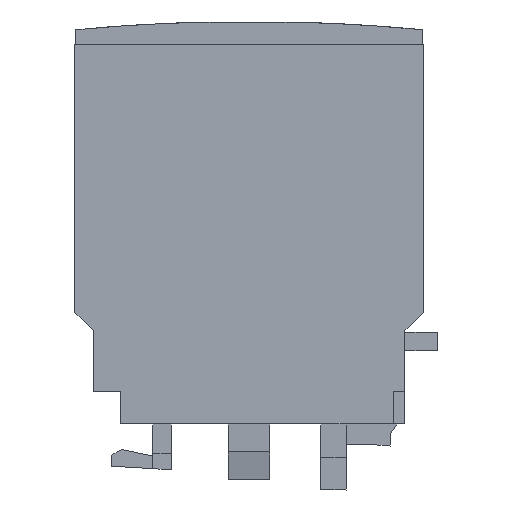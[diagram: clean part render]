
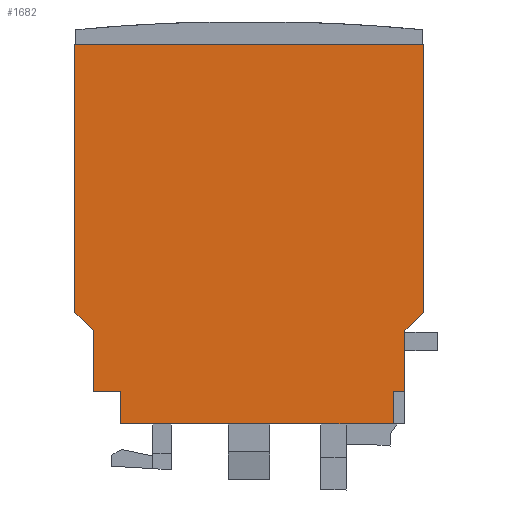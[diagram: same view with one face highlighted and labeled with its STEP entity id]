
A CAD part, left-side view. The second image highlights one B-rep face of the part: STEP entity #1682.
In plain terms, the highlighted face is planar.
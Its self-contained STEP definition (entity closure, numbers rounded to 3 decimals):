
#1657 = VERTEX_POINT ( 'NONE', #11577 ) ;
#1659 = EDGE_CURVE ( 'NONE', #1657, #1660, #11576, .T. ) ;
#1660 = VERTEX_POINT ( 'NONE', #11572 ) ;
#1682 = ADVANCED_FACE ( 'NONE', ( #11650 ), #11648, .F. ) ;
#1683 = EDGE_LOOP ( 'NONE', ( #1684, #1686, #1687, #1690, #1694, #1847, #1762, #1783, #1848, #1850, #1815, #1817 ) ) ;
#1684 = ORIENTED_EDGE ( 'NONE', *, *, #1685, .F. ) ;
#1685 = EDGE_CURVE ( 'NONE', #1729, #1657, #11649, .T. ) ;
#1686 = ORIENTED_EDGE ( 'NONE', *, *, #1727, .F. ) ;
#1687 = ORIENTED_EDGE ( 'NONE', *, *, #1688, .F. ) ;
#1688 = EDGE_CURVE ( 'NONE', #1689, #1728, #11640, .T. ) ;
#1689 = VERTEX_POINT ( 'NONE', #11636 ) ;
#1690 = ORIENTED_EDGE ( 'NONE', *, *, #1692, .F. ) ;
#1692 = EDGE_CURVE ( 'NONE', #1693, #1689, #11635, .T. ) ;
#1693 = VERTEX_POINT ( 'NONE', #11631 ) ;
#1694 = ORIENTED_EDGE ( 'NONE', *, *, #1846, .F. ) ;
#1727 = EDGE_CURVE ( 'NONE', #1728, #1729, #11712, .T. ) ;
#1728 = VERTEX_POINT ( 'NONE', #11708 ) ;
#1729 = VERTEX_POINT ( 'NONE', #11707 ) ;
#1759 = EDGE_CURVE ( 'NONE', #1760, #1852, #11782, .T. ) ;
#1760 = VERTEX_POINT ( 'NONE', #11778 ) ;
#1761 = VERTEX_POINT ( 'NONE', #11777 ) ;
#1762 = ORIENTED_EDGE ( 'NONE', *, *, #1763, .F. ) ;
#1763 = EDGE_CURVE ( 'NONE', #1764, #1860, #11776, .T. ) ;
#1764 = VERTEX_POINT ( 'NONE', #11772 ) ;
#1783 = ORIENTED_EDGE ( 'NONE', *, *, #1851, .F. ) ;
#1784 = VERTEX_POINT ( 'NONE', #11853 ) ;
#1814 = EDGE_CURVE ( 'NONE', #1860, #1784, #11866, .T. ) ;
#1815 = ORIENTED_EDGE ( 'NONE', *, *, #1816, .F. ) ;
#1816 = EDGE_CURVE ( 'NONE', #1660, #1760, #11867, .T. ) ;
#1817 = ORIENTED_EDGE ( 'NONE', *, *, #1659, .F. ) ;
#1846 = EDGE_CURVE ( 'NONE', #1784, #1693, #11975, .T. ) ;
#1847 = ORIENTED_EDGE ( 'NONE', *, *, #1814, .F. ) ;
#1848 = ORIENTED_EDGE ( 'NONE', *, *, #1849, .F. ) ;
#1849 = EDGE_CURVE ( 'NONE', #1852, #1761, #11971, .T. ) ;
#1850 = ORIENTED_EDGE ( 'NONE', *, *, #1759, .F. ) ;
#1851 = EDGE_CURVE ( 'NONE', #1761, #1764, #11967, .T. ) ;
#1852 = VERTEX_POINT ( 'NONE', #11963 ) ;
#1860 = VERTEX_POINT ( 'NONE', #12006 ) ;
#11572 = CARTESIAN_POINT ( 'NONE',  ( -28.612, 20.507, -1.05 ) ) ;
#11573 = DIRECTION ( 'NONE',  ( 0., -1., 0. ) ) ;
#11574 = VECTOR ( 'NONE', #11573, 1000. ) ;
#11575 = CARTESIAN_POINT ( 'NONE',  ( -28.612, 20.507, -1.05 ) ) ;
#11576 = LINE ( 'NONE', #11575, #11574 ) ;
#11577 = CARTESIAN_POINT ( 'NONE',  ( -28.612, 49.685, -1.05 ) ) ;
#11631 = CARTESIAN_POINT ( 'NONE',  ( 7.388, 11.835, -1.05 ) ) ;
#11632 = DIRECTION ( 'NONE',  ( 0., 1., 0. ) ) ;
#11633 = VECTOR ( 'NONE', #11632, 1000. ) ;
#11634 = CARTESIAN_POINT ( 'NONE',  ( 7.388, 11.835, -1.05 ) ) ;
#11635 = LINE ( 'NONE', #11634, #11633 ) ;
#11636 = CARTESIAN_POINT ( 'NONE',  ( 7.388, 18.507, -1.05 ) ) ;
#11637 = DIRECTION ( 'NONE',  ( 0.707, 0.707, 0. ) ) ;
#11638 = VECTOR ( 'NONE', #11637, 1000. ) ;
#11639 = CARTESIAN_POINT ( 'NONE',  ( 7.388, 18.507, -1.05 ) ) ;
#11640 = LINE ( 'NONE', #11639, #11638 ) ;
#11641 = DIRECTION ( 'NONE',  ( -1., 0., 0. ) ) ;
#11642 = VECTOR ( 'NONE', #11641, 1000. ) ;
#11643 = CARTESIAN_POINT ( 'NONE',  ( -9.612, 49.685, -1.05 ) ) ;
#11644 = DIRECTION ( 'NONE',  ( 1., 0., 0. ) ) ;
#11645 = DIRECTION ( 'NONE',  ( 0., 0., 1. ) ) ;
#11646 = CARTESIAN_POINT ( 'NONE',  ( -9.612, -147.764, -1.05 ) ) ;
#11647 = AXIS2_PLACEMENT_3D ( 'NONE', #11646, #11645, #11644 ) ;
#11648 = PLANE ( 'NONE',  #11647 ) ;
#11649 = LINE ( 'NONE', #11643, #11642 ) ;
#11650 = FACE_OUTER_BOUND ( 'NONE', #1683, .T. ) ;
#11707 = CARTESIAN_POINT ( 'NONE',  ( 9.388, 49.685, -1.05 ) ) ;
#11708 = CARTESIAN_POINT ( 'NONE',  ( 9.388, 20.507, -1.05 ) ) ;
#11709 = DIRECTION ( 'NONE',  ( 0., 1., 0. ) ) ;
#11710 = VECTOR ( 'NONE', #11709, 1000. ) ;
#11711 = CARTESIAN_POINT ( 'NONE',  ( 9.388, 51.331, -1.05 ) ) ;
#11712 = LINE ( 'NONE', #11711, #11710 ) ;
#11772 = CARTESIAN_POINT ( 'NONE',  ( -25.312, 8.335, -1.05 ) ) ;
#11773 = DIRECTION ( 'NONE',  ( 1., 0., 0. ) ) ;
#11774 = VECTOR ( 'NONE', #11773, 1000. ) ;
#11775 = CARTESIAN_POINT ( 'NONE',  ( -25.312, 8.335, -1.05 ) ) ;
#11776 = LINE ( 'NONE', #11775, #11774 ) ;
#11777 = CARTESIAN_POINT ( 'NONE',  ( -25.312, 11.835, -1.05 ) ) ;
#11778 = CARTESIAN_POINT ( 'NONE',  ( -26.612, 18.507, -1.05 ) ) ;
#11779 = DIRECTION ( 'NONE',  ( 0., -1., 0. ) ) ;
#11780 = VECTOR ( 'NONE', #11779, 1000. ) ;
#11781 = CARTESIAN_POINT ( 'NONE',  ( -26.612, 18.507, -1.05 ) ) ;
#11782 = LINE ( 'NONE', #11781, #11780 ) ;
#11853 = CARTESIAN_POINT ( 'NONE',  ( 4.388, 11.835, -1.05 ) ) ;
#11863 = DIRECTION ( 'NONE',  ( 0., 1., 0. ) ) ;
#11864 = VECTOR ( 'NONE', #11863, 1000. ) ;
#11865 = CARTESIAN_POINT ( 'NONE',  ( 4.388, 8.335, -1.05 ) ) ;
#11866 = LINE ( 'NONE', #11865, #11864 ) ;
#11867 = LINE ( 'NONE', #11931, #11930 ) ;
#11929 = DIRECTION ( 'NONE',  ( 0.707, -0.707, 0. ) ) ;
#11930 = VECTOR ( 'NONE', #11929, 1000. ) ;
#11931 = CARTESIAN_POINT ( 'NONE',  ( -26.612, 18.507, -1.05 ) ) ;
#11963 = CARTESIAN_POINT ( 'NONE',  ( -26.612, 11.835, -1.05 ) ) ;
#11964 = DIRECTION ( 'NONE',  ( 0., -1., 0. ) ) ;
#11965 = VECTOR ( 'NONE', #11964, 1000. ) ;
#11966 = CARTESIAN_POINT ( 'NONE',  ( -25.312, 11.835, -1.05 ) ) ;
#11967 = LINE ( 'NONE', #11966, #11965 ) ;
#11968 = DIRECTION ( 'NONE',  ( 1., 0., 0. ) ) ;
#11969 = VECTOR ( 'NONE', #11968, 1000. ) ;
#11970 = CARTESIAN_POINT ( 'NONE',  ( -26.612, 11.835, -1.05 ) ) ;
#11971 = LINE ( 'NONE', #11970, #11969 ) ;
#11972 = DIRECTION ( 'NONE',  ( 1., 0., 0. ) ) ;
#11973 = VECTOR ( 'NONE', #11972, 1000. ) ;
#11974 = CARTESIAN_POINT ( 'NONE',  ( 4.388, 11.835, -1.05 ) ) ;
#11975 = LINE ( 'NONE', #11974, #11973 ) ;
#12006 = CARTESIAN_POINT ( 'NONE',  ( 4.388, 8.335, -1.05 ) ) ;
